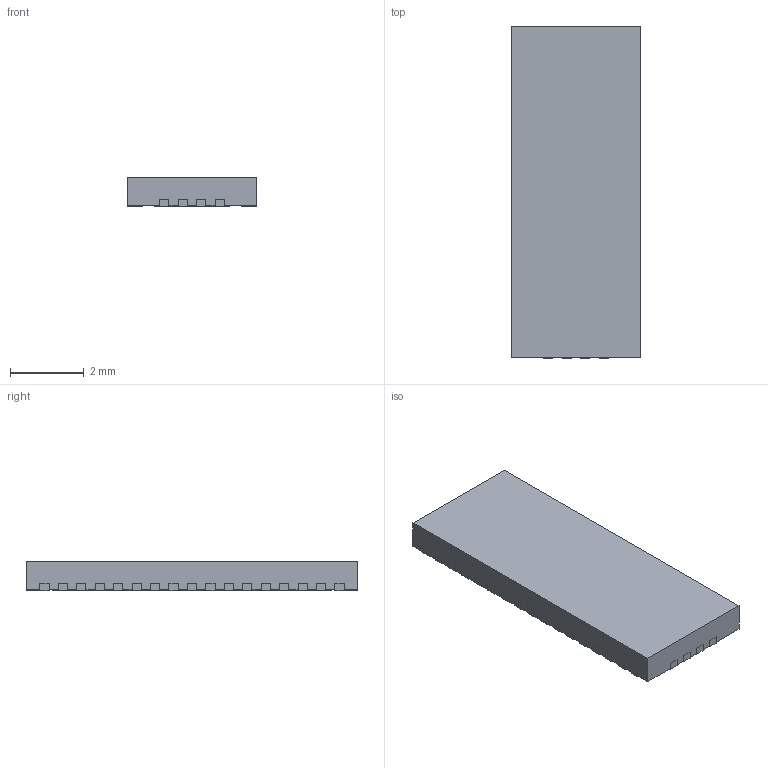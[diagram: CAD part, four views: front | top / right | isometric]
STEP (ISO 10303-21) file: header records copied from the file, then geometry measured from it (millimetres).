
FILE_DESCRIPTION((''),'2;1');
FILE_NAME('RUA0042A_ASM','2017-08-14T15:21:08',('a0412086'),(''),'CREO PARAMETRIC BY PTC INC, 2017110','CREO PARAMETRIC BY PTC INC, 2017110','');
FILE_SCHEMA(('AUTOMOTIVE_DESIGN { 1 0 10303 214 1 1 1 1 }'));
Length unit declared in the file: millimetre
Products named in the file (3): FRAME; BODY; RUA0042A_ASM
Assembly tree (2 placements, depth 2):
  RUA0042A_ASM
    FRAME
    BODY
Bounding box: 3.5 x 9 x 0.8 mm (x, y, z)
Volume: 24.9 mm3; surface area: 143.3 mm2
Topology: 44 solids, 44 shells, 607 faces, 1554 edges, 1036 vertices
Faces by surface type: plane 439, cylinder 168
Entity records: 23532 total; most frequent: CARTESIAN_POINT 3236, DIRECTION 3153, ORIENTED_EDGE 3108, PRESENTATION_STYLE_ASSIGNMENT 1598, STYLED_ITEM 1598, CURVE_STYLE 1554, EDGE_CURVE 1554, VECTOR 1218
